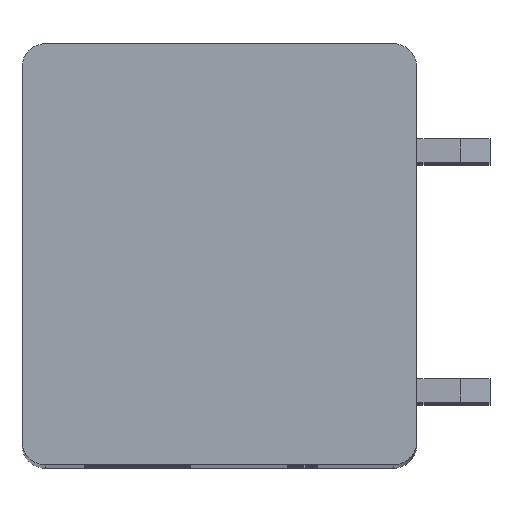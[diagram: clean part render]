
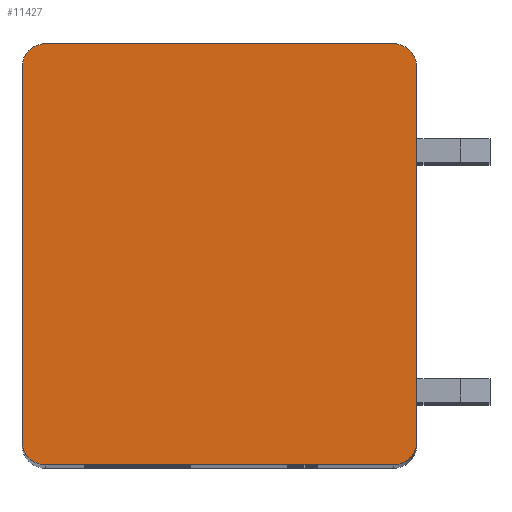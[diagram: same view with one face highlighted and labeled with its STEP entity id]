
A CAD part, top view. The second image highlights one B-rep face of the part: STEP entity #11427.
In plain terms, the highlighted planar face has unit normal (0, 0, 1).
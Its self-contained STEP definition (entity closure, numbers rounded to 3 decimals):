
#1775=CARTESIAN_POINT('',(-5.95,6.4,2.5));
#1776=DIRECTION('',(0.,0.,1.));
#1777=DIRECTION('',(0.,1.,0.));
#1778=AXIS2_PLACEMENT_3D('',#1775,#1776,#1777);
#1780=DIRECTION('',(-1.,0.,0.));
#1781=VECTOR('',#1780,11.9);
#1782=CARTESIAN_POINT('',(5.95,7.2,2.5));
#1783=LINE('',#1782,#1781);
#1784=CARTESIAN_POINT('',(5.95,6.4,2.5));
#1785=DIRECTION('',(0.,0.,1.));
#1786=DIRECTION('',(1.,0.,0.));
#1787=AXIS2_PLACEMENT_3D('',#1784,#1785,#1786);
#1789=DIRECTION('',(0.,1.,0.));
#1790=VECTOR('',#1789,12.8);
#1791=CARTESIAN_POINT('',(6.75,-6.4,2.5));
#1792=LINE('',#1791,#1790);
#1793=CARTESIAN_POINT('',(5.95,-6.4,2.5));
#1794=DIRECTION('',(0.,0.,1.));
#1795=DIRECTION('',(0.,-1.,0.));
#1796=AXIS2_PLACEMENT_3D('',#1793,#1794,#1795);
#1798=DIRECTION('',(1.,0.,0.));
#1799=VECTOR('',#1798,11.9);
#1800=CARTESIAN_POINT('',(-5.95,-7.2,2.5));
#1801=LINE('',#1800,#1799);
#1802=CARTESIAN_POINT('',(-5.95,-6.4,2.5));
#1803=DIRECTION('',(0.,0.,1.));
#1804=DIRECTION('',(-1.,0.,0.));
#1805=AXIS2_PLACEMENT_3D('',#1802,#1803,#1804);
#1807=DIRECTION('',(0.,-1.,0.));
#1808=VECTOR('',#1807,12.8);
#1809=CARTESIAN_POINT('',(-6.75,6.4,2.5));
#1810=LINE('',#1809,#1808);
#8250=CARTESIAN_POINT('',(-5.95,7.2,2.5));
#8251=VERTEX_POINT('',#8250);
#8252=CARTESIAN_POINT('',(-6.75,6.4,2.5));
#8253=VERTEX_POINT('',#8252);
#8258=CARTESIAN_POINT('',(6.75,6.4,2.5));
#8259=VERTEX_POINT('',#8258);
#8260=CARTESIAN_POINT('',(5.95,7.2,2.5));
#8261=VERTEX_POINT('',#8260);
#8266=CARTESIAN_POINT('',(-6.75,-6.4,2.5));
#8267=VERTEX_POINT('',#8266);
#8268=CARTESIAN_POINT('',(-5.95,-7.2,2.5));
#8269=VERTEX_POINT('',#8268);
#8274=CARTESIAN_POINT('',(5.95,-7.2,2.5));
#8275=VERTEX_POINT('',#8274);
#8276=CARTESIAN_POINT('',(6.75,-6.4,2.5));
#8277=VERTEX_POINT('',#8276);
#11412=CARTESIAN_POINT('',(0.,0.,2.5));
#11413=DIRECTION('',(0.,0.,1.));
#11414=DIRECTION('',(1.,0.,0.));
#11415=AXIS2_PLACEMENT_3D('',#11412,#11413,#11414);
#11416=PLANE('',#11415);
#11417=ORIENTED_EDGE('',*,*,#10372,.F.);
#11418=ORIENTED_EDGE('',*,*,#10388,.F.);
#11419=ORIENTED_EDGE('',*,*,#10713,.F.);
#11420=ORIENTED_EDGE('',*,*,#10728,.F.);
#11421=ORIENTED_EDGE('',*,*,#11001,.F.);
#11422=ORIENTED_EDGE('',*,*,#11014,.F.);
#11423=ORIENTED_EDGE('',*,*,#11393,.F.);
#11424=ORIENTED_EDGE('',*,*,#11405,.F.);
#11425=EDGE_LOOP('',(#11417,#11418,#11419,#11420,#11421,#11422,#11423,#11424));
#11426=FACE_OUTER_BOUND('',#11425,.F.);
#1779=CIRCLE('',#1778,0.8);
#1788=CIRCLE('',#1787,0.8);
#1797=CIRCLE('',#1796,0.8);
#1806=CIRCLE('',#1805,0.8);
#10372=EDGE_CURVE('',#8251,#8253,#1779,.T.);
#10388=EDGE_CURVE('',#8261,#8251,#1783,.T.);
#10713=EDGE_CURVE('',#8259,#8261,#1788,.T.);
#10728=EDGE_CURVE('',#8277,#8259,#1792,.T.);
#11001=EDGE_CURVE('',#8275,#8277,#1797,.T.);
#11014=EDGE_CURVE('',#8269,#8275,#1801,.T.);
#11393=EDGE_CURVE('',#8267,#8269,#1806,.T.);
#11405=EDGE_CURVE('',#8253,#8267,#1810,.T.);
#11427=ADVANCED_FACE('',(#11426),#11416,.T.);
